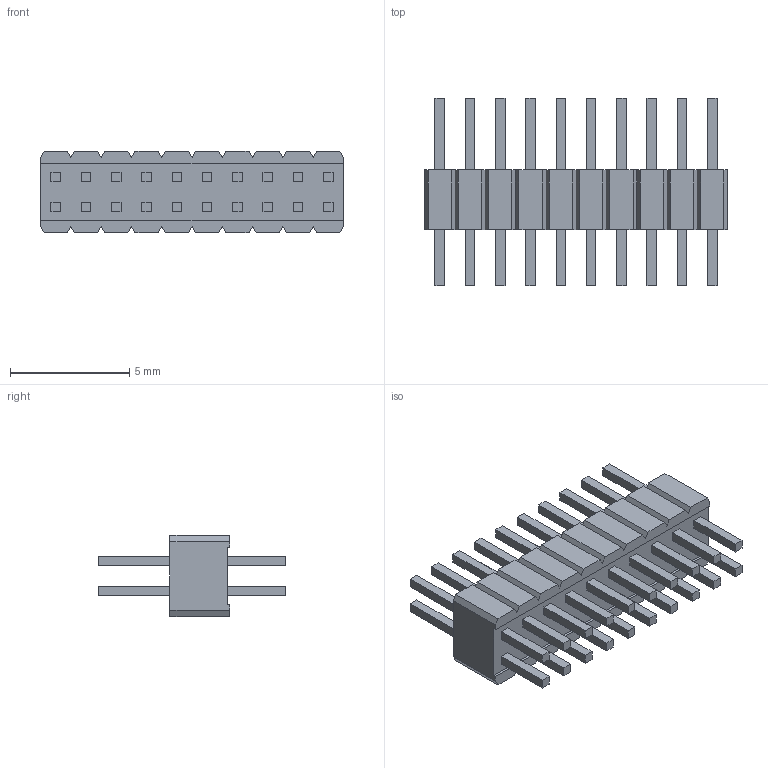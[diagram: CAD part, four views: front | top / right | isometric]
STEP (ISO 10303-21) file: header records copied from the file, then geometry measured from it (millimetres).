
FILE_DESCRIPTION((''),'2;1');
FILE_NAME('20021111-00020XXLFC','2009-07-17T',('bnataraj'),('FCI - ELX Division'),'PRO/ENGINEER BY PARAMETRIC TECHNOLOGY CORPORATION, 2008010','PRO/ENGINEER BY PARAMETRIC TECHNOLOGY CORPORATION, 2008010','');
FILE_SCHEMA(('CONFIG_CONTROL_DESIGN'));
Length unit declared in the file: millimetre
Products named in the file (1): 20021111-00020XXLFC
Bounding box: 12.7 x 7.85 x 3.4 mm (x, y, z)
Volume: 120.4 mm3; surface area: 354.2 mm2
Topology: 1 solids, 1 shells, 268 faces, 678 edges, 452 vertices
Faces by surface type: plane 268
Entity records: 7920 total; most frequent: CARTESIAN_POINT 1398, ORIENTED_EDGE 1356, DIRECTION 1214, VECTOR 678, LINE 678, EDGE_CURVE 678, VERTEX_POINT 452, EDGE_LOOP 308
